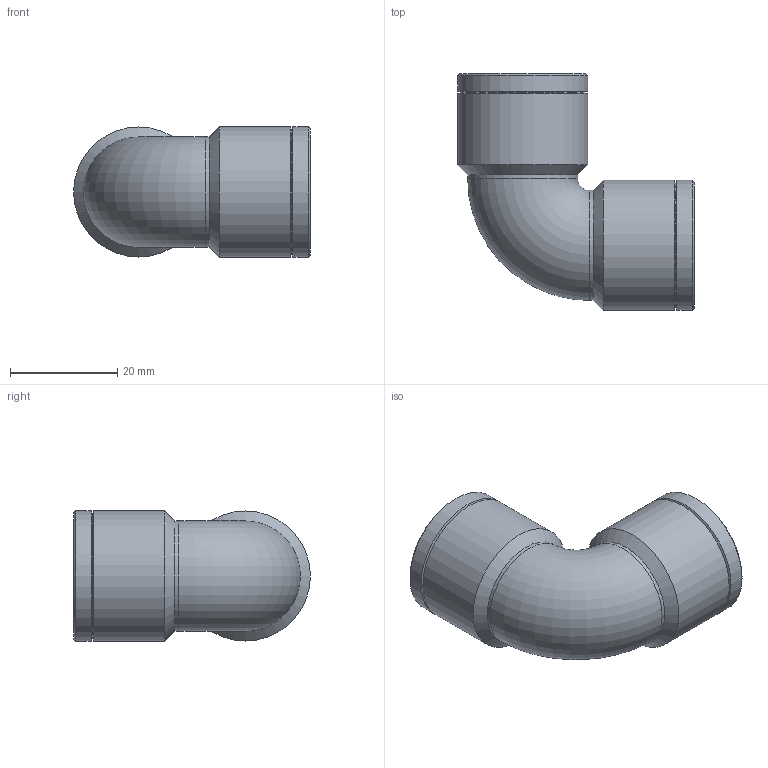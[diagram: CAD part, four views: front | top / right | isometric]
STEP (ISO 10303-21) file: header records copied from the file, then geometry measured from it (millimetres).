
FILE_DESCRIPTION(/* description */ ('PLASSON THREADED ELBOW 1/2"-1/2"'),/* implementation_level */ '2;1');
FILE_NAME(/* name */ '050507005_0505070050A.ipt.stp',/* time_stamp */ '2017-06-18T09:21:27+03:00',/* author */ ('KIM'),/* organization */ (''),/* preprocessor_version */ 'ST-DEVELOPER v15.6',/* originating_system */ 'Autodesk Inventor 2015',/* authorisation */ '');
FILE_SCHEMA (('AUTOMOTIVE_DESIGN { 1 0 10303 214 3 1 1 }'));
Length unit declared in the file: millimetre
Products named in the file (1): 050507005_0505070050A
Bounding box: 44.11 x 44.11 x 24.22 mm (x, y, z)
Volume: 9244.9 mm3; surface area: 8075.2 mm2
Topology: 1 solids, 1 shells, 24 faces, 51 edges, 29 vertices
Faces by surface type: cone 10, cylinder 10, torus 2, plane 2
Full cylindrical faces by diameter (mm): 16.768 x2, 18.631 x2, 20.494 x2, 24.22 x4
Entity records: 512 total; most frequent: DIRECTION 98, CARTESIAN_POINT 73, AXIS2_PLACEMENT_3D 49, EDGE_LOOP 48, ORIENTED_EDGE 48, FACE_BOUND 24, FACE_OUTER_BOUND 24, CIRCLE 24
